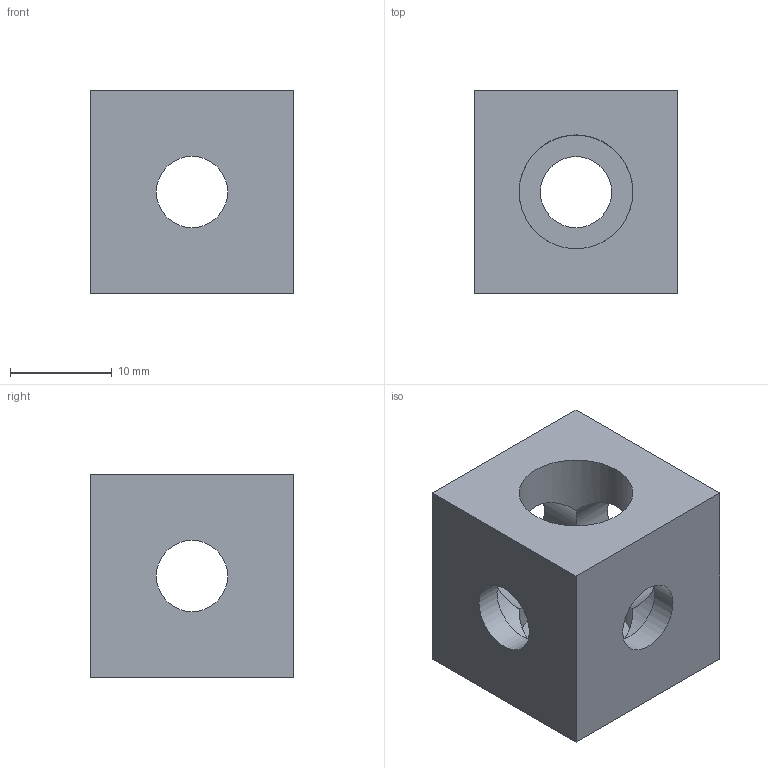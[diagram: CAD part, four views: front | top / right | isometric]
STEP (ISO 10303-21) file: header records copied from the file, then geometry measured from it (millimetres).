
FILE_DESCRIPTION(/* description */ (''),/* implementation_level */ '2;1');
FILE_NAME(/* name */ 'Cube Corner Connector.step',/* time_stamp */ '2019-09-19T10:23:38-05:00',/* author */ (''),/* organization */ (''),/* preprocessor_version */ 'ST-DEVELOPER v18',/* originating_system */ 'Autodesk Translation Framework v8.6.0.1094',/* authorisation */ '');
FILE_SCHEMA (('AUTOMOTIVE_DESIGN { 1 0 10303 214 3 1 1 }'));
Length unit declared in the file: millimetre
Products named in the file (1): Cube Corner Connector
Bounding box: 20 x 20 x 20 mm (x, y, z)
Volume: 4525.9 mm3; surface area: 3116.9 mm2
Topology: 1 solids, 1 shells, 18 faces, 62 edges, 45 vertices
Faces by surface type: cylinder 9, plane 9
Full cylindrical faces by diameter (mm): 7 x3, 11.2 x6
Entity records: 768 total; most frequent: DIRECTION 141, CARTESIAN_POINT 126, ORIENTED_EDGE 124, EDGE_CURVE 62, AXIS2_PLACEMENT_3D 60, VERTEX_POINT 45, EDGE_LOOP 27, CIRCLE 24
